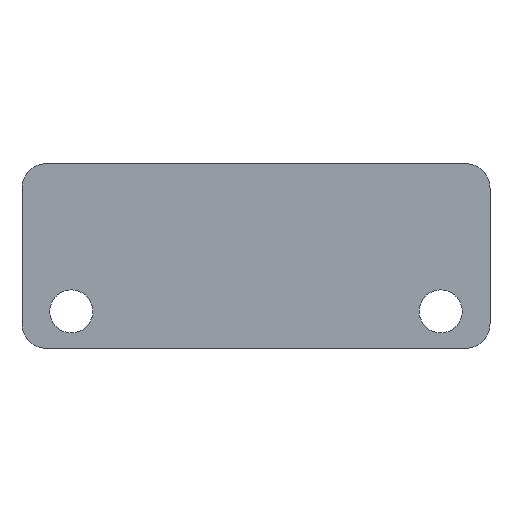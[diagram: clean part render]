
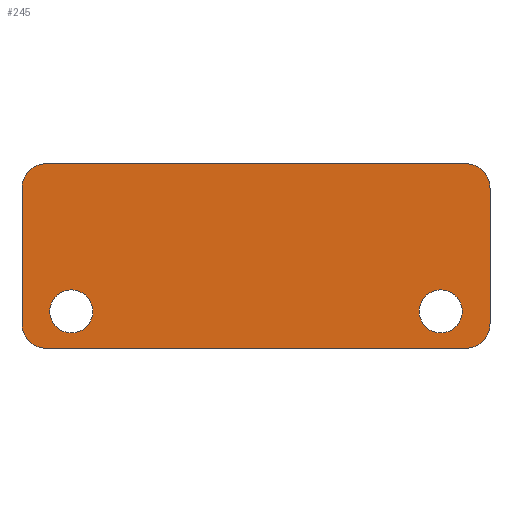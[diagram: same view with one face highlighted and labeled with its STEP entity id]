
A CAD part, front view. The second image highlights one B-rep face of the part: STEP entity #245.
In plain terms, the highlighted planar face has unit normal (0, -1, 0).
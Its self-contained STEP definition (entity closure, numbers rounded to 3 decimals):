
#5 = EDGE_CURVE ( 'NONE', #57, #423, #403, .T. ) ;
#18 = VERTEX_POINT ( 'NONE', #360 ) ;
#20 = ORIENTED_EDGE ( 'NONE', *, *, #161, .F. ) ;
#21 = CIRCLE ( 'NONE', #369, 1.75 ) ;
#22 = EDGE_CURVE ( 'NONE', #57, #279, #473, .T. ) ;
#26 = FACE_OUTER_BOUND ( 'NONE', #388, .T. ) ;
#50 = ORIENTED_EDGE ( 'NONE', *, *, #213, .T. ) ;
#57 = VERTEX_POINT ( 'NONE', #152 ) ;
#58 = DIRECTION ( 'NONE',  ( 0., 0., -1. ) ) ;
#61 = FACE_BOUND ( 'NONE', #217, .T. ) ;
#79 = EDGE_LOOP ( 'NONE', ( #336, #209 ) ) ;
#81 = DIRECTION ( 'NONE',  ( 0., 0., 1. ) ) ;
#93 = ORIENTED_EDGE ( 'NONE', *, *, #5, .T. ) ;
#96 = PLANE ( 'NONE',  #179 ) ;
#97 = ORIENTED_EDGE ( 'NONE', *, *, #429, .T. ) ;
#102 = AXIS2_PLACEMENT_3D ( 'NONE', #459, #378, #197 ) ;
#105 = DIRECTION ( 'NONE',  ( 0., 1., 0. ) ) ;
#107 = CIRCLE ( 'NONE', #154, 2. ) ;
#109 = CARTESIAN_POINT ( 'NONE',  ( 4., 0., -13.75 ) ) ;
#115 = DIRECTION ( 'NONE',  ( 0., 0., -1. ) ) ;
#120 = CARTESIAN_POINT ( 'NONE',  ( 34., 0., -13.75 ) ) ;
#121 = VERTEX_POINT ( 'NONE', #196 ) ;
#122 = CARTESIAN_POINT ( 'NONE',  ( 2., 0., 0. ) ) ;
#127 = CARTESIAN_POINT ( 'NONE',  ( 36., 0., -15. ) ) ;
#129 = CIRCLE ( 'NONE', #282, 2. ) ;
#133 = VERTEX_POINT ( 'NONE', #122 ) ;
#134 = FACE_BOUND ( 'NONE', #79, .T. ) ;
#139 = VERTEX_POINT ( 'NONE', #270 ) ;
#140 = CIRCLE ( 'NONE', #426, 1.75 ) ;
#145 = VECTOR ( 'NONE', #453, 1000. ) ;
#148 = VERTEX_POINT ( 'NONE', #127 ) ;
#151 = ORIENTED_EDGE ( 'NONE', *, *, #276, .T. ) ;
#152 = CARTESIAN_POINT ( 'NONE',  ( 0., 0., -13. ) ) ;
#154 = AXIS2_PLACEMENT_3D ( 'NONE', #171, #301, #211 ) ;
#160 = LINE ( 'NONE', #167, #145 ) ;
#161 = EDGE_CURVE ( 'NONE', #409, #391, #237, .T. ) ;
#166 = CARTESIAN_POINT ( 'NONE',  ( 38., 0., 0. ) ) ;
#167 = CARTESIAN_POINT ( 'NONE',  ( 0., 0., -15. ) ) ;
#171 = CARTESIAN_POINT ( 'NONE',  ( 2., 0., -2. ) ) ;
#174 = CIRCLE ( 'NONE', #421, 2. ) ;
#178 = CIRCLE ( 'NONE', #102, 1.75 ) ;
#179 = AXIS2_PLACEMENT_3D ( 'NONE', #214, #352, #318 ) ;
#186 = CARTESIAN_POINT ( 'NONE',  ( 2., 0., -13. ) ) ;
#190 = ORIENTED_EDGE ( 'NONE', *, *, #288, .T. ) ;
#191 = CARTESIAN_POINT ( 'NONE',  ( 36., 0., -13. ) ) ;
#196 = CARTESIAN_POINT ( 'NONE',  ( 34., 0., -10.25 ) ) ;
#197 = DIRECTION ( 'NONE',  ( 0., 0., 1. ) ) ;
#204 = CARTESIAN_POINT ( 'NONE',  ( 34., 0., -12. ) ) ;
#209 = ORIENTED_EDGE ( 'NONE', *, *, #397, .T. ) ;
#211 = DIRECTION ( 'NONE',  ( 0., 0., -1. ) ) ;
#213 = EDGE_CURVE ( 'NONE', #121, #451, #383, .T. ) ;
#214 = CARTESIAN_POINT ( 'NONE',  ( 0., 0., 0. ) ) ;
#217 = EDGE_LOOP ( 'NONE', ( #465, #50 ) ) ;
#220 = DIRECTION ( 'NONE',  ( 0., -1., 0. ) ) ;
#223 = CARTESIAN_POINT ( 'NONE',  ( 0., 0., 0. ) ) ;
#227 = DIRECTION ( 'NONE',  ( 0., -1., 0. ) ) ;
#237 = LINE ( 'NONE', #166, #362 ) ;
#243 = DIRECTION ( 'NONE',  ( 0., 0., 1. ) ) ;
#244 = CARTESIAN_POINT ( 'NONE',  ( 38., 0., -2. ) ) ;
#245 = ADVANCED_FACE ( 'NONE', ( #134, #26, #61 ), #96, .T. ) ;
#252 = ORIENTED_EDGE ( 'NONE', *, *, #457, .F. ) ;
#255 = VERTEX_POINT ( 'NONE', #109 ) ;
#262 = DIRECTION ( 'NONE',  ( 0., 0., -1. ) ) ;
#270 = CARTESIAN_POINT ( 'NONE',  ( 4., 0., -10.25 ) ) ;
#276 = EDGE_CURVE ( 'NONE', #148, #391, #174, .T. ) ;
#279 = VERTEX_POINT ( 'NONE', #328 ) ;
#282 = AXIS2_PLACEMENT_3D ( 'NONE', #293, #220, #115 ) ;
#288 = EDGE_CURVE ( 'NONE', #409, #18, #129, .T. ) ;
#293 = CARTESIAN_POINT ( 'NONE',  ( 36., 0., -2. ) ) ;
#295 = DIRECTION ( 'NONE',  ( 0., 0., -1. ) ) ;
#296 = DIRECTION ( 'NONE',  ( 0., 0., 1. ) ) ;
#301 = DIRECTION ( 'NONE',  ( 0., -1., 0. ) ) ;
#308 = VECTOR ( 'NONE', #296, 1000. ) ;
#309 = CARTESIAN_POINT ( 'NONE',  ( 4., 0., -12. ) ) ;
#318 = DIRECTION ( 'NONE',  ( 0., 0., -1. ) ) ;
#326 = CARTESIAN_POINT ( 'NONE',  ( 0., 0., 0. ) ) ;
#327 = EDGE_CURVE ( 'NONE', #133, #18, #443, .T. ) ;
#328 = CARTESIAN_POINT ( 'NONE',  ( 0., 0., -2. ) ) ;
#335 = VECTOR ( 'NONE', #407, 1000. ) ;
#336 = ORIENTED_EDGE ( 'NONE', *, *, #414, .T. ) ;
#337 = DIRECTION ( 'NONE',  ( 0., -1., 0. ) ) ;
#344 = ORIENTED_EDGE ( 'NONE', *, *, #327, .F. ) ;
#349 = DIRECTION ( 'NONE',  ( 0., 1., 0. ) ) ;
#352 = DIRECTION ( 'NONE',  ( 0., -1., 0. ) ) ;
#360 = CARTESIAN_POINT ( 'NONE',  ( 36., 0., 0. ) ) ;
#362 = VECTOR ( 'NONE', #58, 1000. ) ;
#369 = AXIS2_PLACEMENT_3D ( 'NONE', #309, #349, #376 ) ;
#376 = DIRECTION ( 'NONE',  ( 0., 0., 1. ) ) ;
#378 = DIRECTION ( 'NONE',  ( 0., 1., 0. ) ) ;
#381 = CARTESIAN_POINT ( 'NONE',  ( 2., 0., -15. ) ) ;
#383 = CIRCLE ( 'NONE', #400, 1.75 ) ;
#388 = EDGE_LOOP ( 'NONE', ( #20, #190, #344, #97, #417, #93, #252, #151 ) ) ;
#391 = VERTEX_POINT ( 'NONE', #433 ) ;
#397 = EDGE_CURVE ( 'NONE', #139, #255, #140, .T. ) ;
#400 = AXIS2_PLACEMENT_3D ( 'NONE', #204, #455, #243 ) ;
#403 = CIRCLE ( 'NONE', #469, 2. ) ;
#407 = DIRECTION ( 'NONE',  ( 1., 0., 0. ) ) ;
#409 = VERTEX_POINT ( 'NONE', #244 ) ;
#414 = EDGE_CURVE ( 'NONE', #255, #139, #21, .T. ) ;
#417 = ORIENTED_EDGE ( 'NONE', *, *, #22, .F. ) ;
#421 = AXIS2_PLACEMENT_3D ( 'NONE', #191, #337, #295 ) ;
#423 = VERTEX_POINT ( 'NONE', #381 ) ;
#426 = AXIS2_PLACEMENT_3D ( 'NONE', #474, #105, #81 ) ;
#429 = EDGE_CURVE ( 'NONE', #133, #279, #107, .T. ) ;
#433 = CARTESIAN_POINT ( 'NONE',  ( 38., 0., -13. ) ) ;
#441 = EDGE_CURVE ( 'NONE', #451, #121, #178, .T. ) ;
#443 = LINE ( 'NONE', #223, #335 ) ;
#451 = VERTEX_POINT ( 'NONE', #120 ) ;
#453 = DIRECTION ( 'NONE',  ( -1., 0., 0. ) ) ;
#455 = DIRECTION ( 'NONE',  ( 0., 1., 0. ) ) ;
#457 = EDGE_CURVE ( 'NONE', #148, #423, #160, .T. ) ;
#459 = CARTESIAN_POINT ( 'NONE',  ( 34., 0., -12. ) ) ;
#465 = ORIENTED_EDGE ( 'NONE', *, *, #441, .T. ) ;
#469 = AXIS2_PLACEMENT_3D ( 'NONE', #186, #227, #262 ) ;
#473 = LINE ( 'NONE', #326, #308 ) ;
#474 = CARTESIAN_POINT ( 'NONE',  ( 4., 0., -12. ) ) ;
